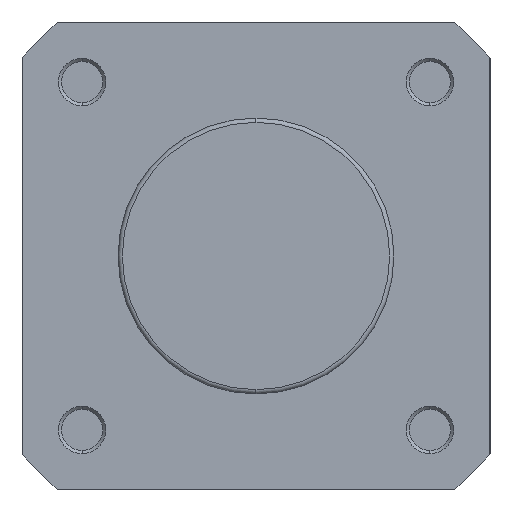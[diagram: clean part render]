
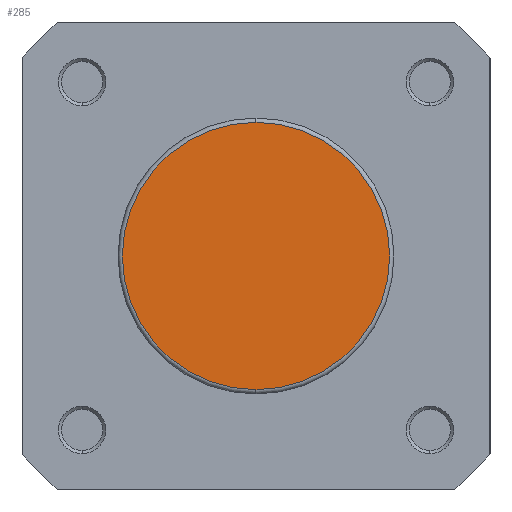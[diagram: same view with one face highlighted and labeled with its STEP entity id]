
A CAD part, left-side view. The second image highlights one B-rep face of the part: STEP entity #285.
In plain terms, the highlighted planar face has unit normal (-1, 0, 0).
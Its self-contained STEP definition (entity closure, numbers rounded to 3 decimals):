
#126 = VERTEX_POINT ( 'NONE', #1410 ) ;
#233 = VERTEX_POINT ( 'NONE', #1510 ) ;
#285 = ADVANCED_FACE ( 'NONE', ( #4634 ), #1619, .F. ) ;
#748 = ORIENTED_EDGE ( 'NONE', *, *, #2489, .T. ) ;
#940 = ORIENTED_EDGE ( 'NONE', *, *, #2542, .T. ) ;
#1410 = CARTESIAN_POINT ( 'NONE',  ( 0., 0., -21.7 ) ) ;
#1510 = CARTESIAN_POINT ( 'NONE',  ( 0., 0., 21.7 ) ) ;
#1618 = CARTESIAN_POINT ( 'NONE',  ( 0., 22.4, 0. ) ) ;
#1619 = PLANE ( 'NONE',  #2626 ) ;
#1621 = DIRECTION ( 'NONE',  ( 1., 0., 0. ) ) ;
#1622 = DIRECTION ( 'NONE',  ( 0., 0., -1. ) ) ;
#2489 = EDGE_CURVE ( 'NONE', #233, #126, #4026, .T. ) ;
#2542 = EDGE_CURVE ( 'NONE', #126, #233, #4105, .T. ) ;
#2626 = AXIS2_PLACEMENT_3D ( 'NONE', #1618, #1621, #1622 ) ;
#2915 = AXIS2_PLACEMENT_3D ( 'NONE', #3594, #3595, #3596 ) ;
#2938 = AXIS2_PLACEMENT_3D ( 'NONE', #3716, #3726, #3727 ) ;
#3594 = CARTESIAN_POINT ( 'NONE',  ( 0., 0., 0. ) ) ;
#3595 = DIRECTION ( 'NONE',  ( -1., 0., 0. ) ) ;
#3596 = DIRECTION ( 'NONE',  ( 0., 0., -1. ) ) ;
#3716 = CARTESIAN_POINT ( 'NONE',  ( 0., 0., 0. ) ) ;
#3726 = DIRECTION ( 'NONE',  ( -1., 0., 0. ) ) ;
#3727 = DIRECTION ( 'NONE',  ( 0., 0., -1. ) ) ;
#4026 = CIRCLE ( 'NONE', #2915, 21.7 ) ;
#4105 = CIRCLE ( 'NONE', #2938, 21.7 ) ;
#4634 = FACE_OUTER_BOUND ( 'NONE', #5283, .T. ) ;
#5283 = EDGE_LOOP ( 'NONE', ( #940, #748 ) ) ;
